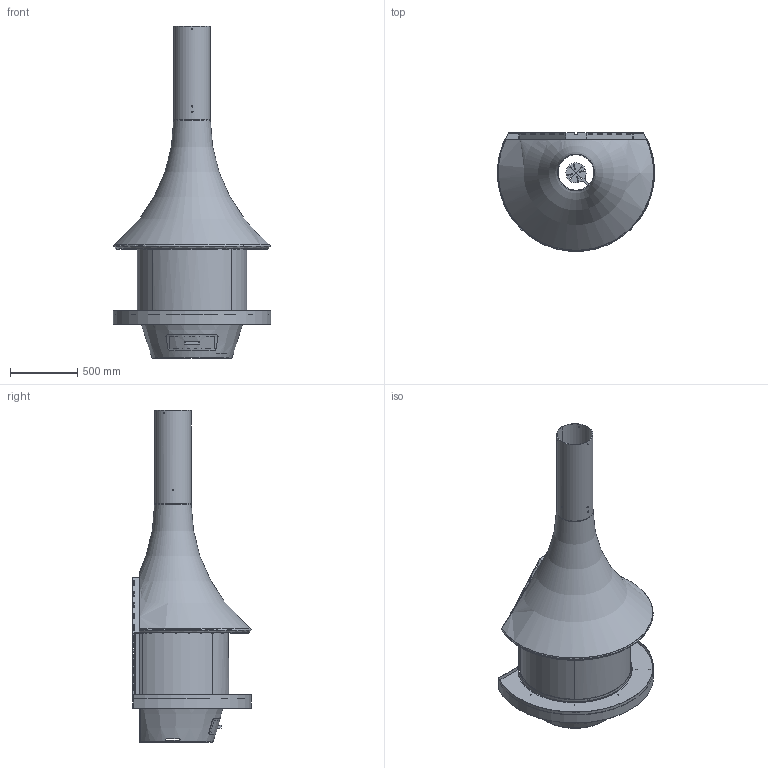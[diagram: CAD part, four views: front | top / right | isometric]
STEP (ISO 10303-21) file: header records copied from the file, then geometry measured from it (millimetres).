
FILE_DESCRIPTION(('STEP AP214'),'1');
FILE_NAME('.stp','2016-12-08T11:10:21',(' '),(' '),'Spatial InterOp 3D',' ',' ');
FILE_SCHEMA(('automotive_design'));
Length unit declared in the file: millimetre
Products named in the file (22): Vitre coulissante; Vitre droite; Vitre gauche; hotte (Conduit); Hotte (Support isolation); Hotte (Face arrière); Hotte; Cornière droite (Isolation face arrière foyer); Cornière gauche (Isolation face arrière foyer); Plaque de jonction; Face arrière; Bandeau arrière B; Bandeau arrière A; Poignée tiroir; Façade tiroir; Rail repoussé; Bandeau extérieur; Plateau briques; Cône grille; Palette A.A.F; Cône repoussé
Assembly tree (21 placements, depth 2):
  (unnamed)
    Vitre coulissante
    Vitre droite
    Vitre gauche
    hotte (Conduit)
    Hotte (Support isolation)
    Hotte (Face arrière)
    Hotte
    Cornière droite (Isolation face arrière foyer)
    Cornière gauche (Isolation face arrière foyer)
    Plaque de jonction
    Face arrière
    Bandeau arrière B
    Bandeau arrière A
    Poignée tiroir
    Façade tiroir
    Rail repoussé
    Bandeau extérieur
    Plateau briques
    Cône grille
    Palette A.A.F
    Cône repoussé
Bounding box: 1174.59 x 885.42 x 2477.5 mm (x, y, z)
Volume: 18552360 mm3; surface area: 12887662.2 mm2
Topology: 21 solids, 21 shells, 963 faces, 2628 edges, 1700 vertices
Faces by surface type: plane 681, cylinder 234, cone 17, bspline 12, torus 10, extrusion 9
Full cylindrical faces by diameter (mm): 6 x6, 7 x3, 7.2 x10, 8 x3, 10 x3, 265 x1, 268 x1, 273 x1, 274 x1
Entity records: 41525 total; most frequent: CARTESIAN_POINT 8747, ORIENTED_EDGE 5194, DIRECTION 4805, EDGE_CURVE 2597, VECTOR 1949, LINE 1940, VERTEX_POINT 1698, AXIS2_PLACEMENT_3D 1428
